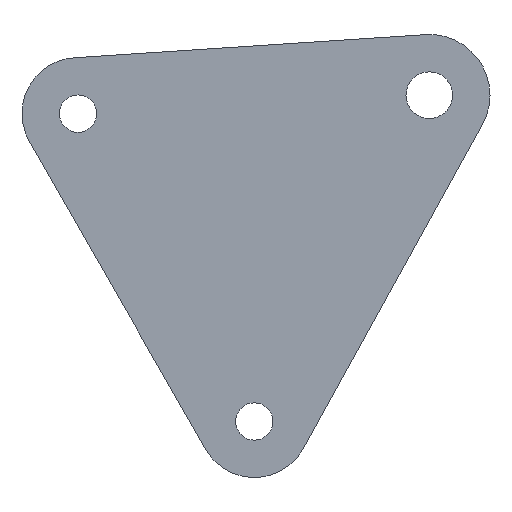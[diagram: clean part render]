
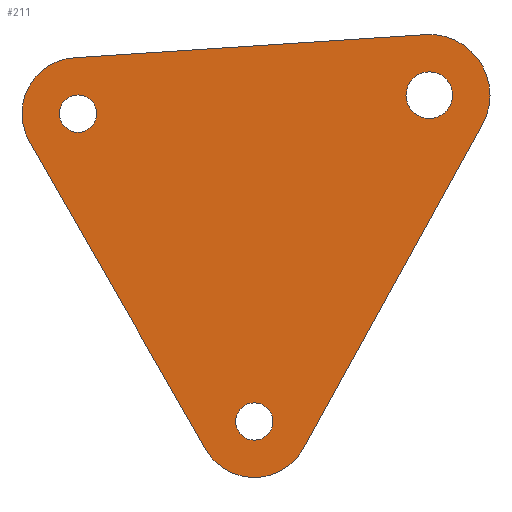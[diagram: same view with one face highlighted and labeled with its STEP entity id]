
A CAD part, left-side view. The second image highlights one B-rep face of the part: STEP entity #211.
In plain terms, the highlighted planar face has unit normal (-1, 0, 0).
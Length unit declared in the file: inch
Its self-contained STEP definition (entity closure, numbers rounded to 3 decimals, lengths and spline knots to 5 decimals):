
#18=FACE_BOUND('',#51,.T.);
#19=FACE_BOUND('',#52,.T.);
#20=FACE_BOUND('',#53,.T.);
#25=PLANE('',#256);
#36=FACE_OUTER_BOUND('',#50,.T.);
#50=EDGE_LOOP('',(#186,#187,#188,#189,#190,#191));
#51=EDGE_LOOP('',(#192));
#52=EDGE_LOOP('',(#193));
#53=EDGE_LOOP('',(#194));
#57=LINE('',#342,#72);
#62=LINE('',#356,#77);
#66=LINE('',#368,#81);
#72=VECTOR('',#282,0.3937);
#77=VECTOR('',#295,0.3937);
#81=VECTOR('',#307,0.3937);
#85=CIRCLE('',#236,0.1);
#87=CIRCLE('',#239,0.125);
#89=CIRCLE('',#242,0.1);
#90=CIRCLE('',#245,0.3);
#92=CIRCLE('',#249,0.325);
#94=CIRCLE('',#253,0.3);
#97=VERTEX_POINT('',#324);
#99=VERTEX_POINT('',#330);
#101=VERTEX_POINT('',#336);
#102=VERTEX_POINT('',#340);
#103=VERTEX_POINT('',#341);
#106=VERTEX_POINT('',#349);
#108=VERTEX_POINT('',#355);
#110=VERTEX_POINT('',#361);
#112=VERTEX_POINT('',#367);
#116=EDGE_CURVE('',#97,#97,#85,.T.);
#119=EDGE_CURVE('',#99,#99,#87,.T.);
#122=EDGE_CURVE('',#101,#101,#89,.T.);
#123=EDGE_CURVE('',#102,#103,#57,.T.);
#127=EDGE_CURVE('',#106,#102,#90,.T.);
#130=EDGE_CURVE('',#108,#106,#62,.T.);
#133=EDGE_CURVE('',#110,#108,#92,.T.);
#136=EDGE_CURVE('',#112,#110,#66,.T.);
#139=EDGE_CURVE('',#103,#112,#94,.T.);
#186=ORIENTED_EDGE('',*,*,#139,.F.);
#187=ORIENTED_EDGE('',*,*,#123,.F.);
#188=ORIENTED_EDGE('',*,*,#127,.F.);
#189=ORIENTED_EDGE('',*,*,#130,.F.);
#190=ORIENTED_EDGE('',*,*,#133,.F.);
#191=ORIENTED_EDGE('',*,*,#136,.F.);
#192=ORIENTED_EDGE('',*,*,#122,.F.);
#193=ORIENTED_EDGE('',*,*,#119,.F.);
#194=ORIENTED_EDGE('',*,*,#116,.F.);
#211=ADVANCED_FACE('',(#36,#18,#19,#20),#25,.F.);
#236=AXIS2_PLACEMENT_3D('',#326,#264,#265);
#239=AXIS2_PLACEMENT_3D('',#332,#271,#272);
#242=AXIS2_PLACEMENT_3D('',#338,#278,#279);
#245=AXIS2_PLACEMENT_3D('',#350,#288,#289);
#249=AXIS2_PLACEMENT_3D('',#362,#300,#301);
#253=AXIS2_PLACEMENT_3D('',#373,#312,#313);
#256=AXIS2_PLACEMENT_3D('',#376,#318,#319);
#264=DIRECTION('center_axis',(-1.,0.,0.));
#265=DIRECTION('ref_axis',(0.,-1.,0.));
#271=DIRECTION('center_axis',(-1.,0.,0.));
#272=DIRECTION('ref_axis',(0.,-1.,0.));
#278=DIRECTION('center_axis',(-1.,0.,0.));
#279=DIRECTION('ref_axis',(0.,-1.,0.));
#282=DIRECTION('',(0.,0.497,0.868));
#288=DIRECTION('center_axis',(1.,0.,0.));
#289=DIRECTION('ref_axis',(0.,1.,0.));
#295=DIRECTION('',(0.,0.484,-0.875));
#300=DIRECTION('center_axis',(1.,0.,0.));
#301=DIRECTION('ref_axis',(0.,1.,0.));
#307=DIRECTION('',(0.,-0.998,0.066));
#312=DIRECTION('center_axis',(1.,0.,0.));
#313=DIRECTION('ref_axis',(0.,1.,0.));
#318=DIRECTION('center_axis',(1.,0.,0.));
#319=DIRECTION('ref_axis',(0.,0.,-1.));
#324=CARTESIAN_POINT('',(0.,1.725,-6.97342));
#326=CARTESIAN_POINT('Origin',(0.,1.625,-6.97342));
#330=CARTESIAN_POINT('',(0.,0.8125,-5.22575));
#332=CARTESIAN_POINT('Origin',(0.,0.6875,-5.22575));
#336=CARTESIAN_POINT('',(0.,2.66901,-5.32453));
#338=CARTESIAN_POINT('Origin',(0.,2.56901,-5.32453));
#340=CARTESIAN_POINT('',(0.,1.88535,-7.12248));
#341=CARTESIAN_POINT('',(0.,2.82936,-5.47358));
#342=CARTESIAN_POINT('',(0.,1.88535,-7.12248));
#349=CARTESIAN_POINT('',(0.,1.36244,-7.11856));
#350=CARTESIAN_POINT('Origin',(0.,1.625,-6.97342));
#355=CARTESIAN_POINT('',(0.,0.40306,-5.38298));
#356=CARTESIAN_POINT('',(0.,0.40306,-5.38298));
#361=CARTESIAN_POINT('',(0.,0.70884,-4.90145));
#362=CARTESIAN_POINT('Origin',(0.,0.6875,-5.22575));
#367=CARTESIAN_POINT('',(0.,2.58871,-5.02518));
#368=CARTESIAN_POINT('',(0.,2.58871,-5.02518));
#373=CARTESIAN_POINT('Origin',(0.,2.56901,-5.32453));
#376=CARTESIAN_POINT('Origin',(0.,2.56901,-5.32453));
